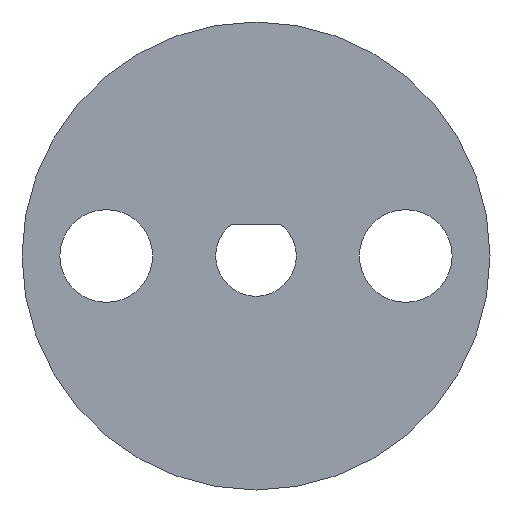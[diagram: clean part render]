
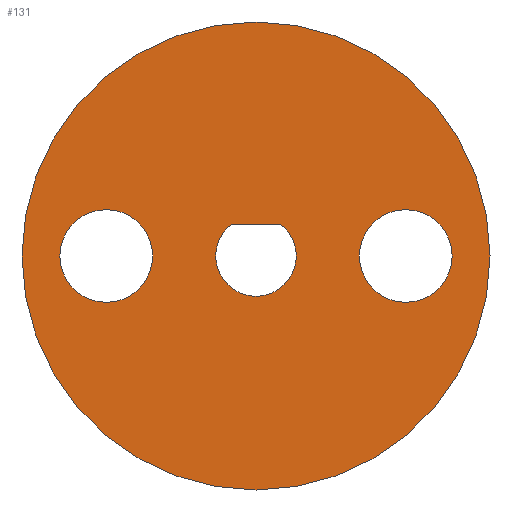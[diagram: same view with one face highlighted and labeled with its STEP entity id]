
A CAD part, front view. The second image highlights one B-rep face of the part: STEP entity #131.
In plain terms, the highlighted planar face has unit normal (0, -1, 0).
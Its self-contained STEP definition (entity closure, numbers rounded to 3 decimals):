
#18=FACE_BOUND('',#41,.T.);
#19=FACE_BOUND('',#42,.T.);
#20=FACE_BOUND('',#43,.T.);
#23=PLANE('',#160);
#30=FACE_OUTER_BOUND('',#40,.T.);
#40=EDGE_LOOP('',(#116));
#41=EDGE_LOOP('',(#117));
#42=EDGE_LOOP('',(#118,#119));
#43=EDGE_LOOP('',(#120));
#47=LINE('',#217,#54);
#54=VECTOR('',#180,10.);
#59=CIRCLE('',#148,2.475);
#60=CIRCLE('',#150,2.15);
#63=CIRCLE('',#155,2.475);
#65=CIRCLE('',#158,12.5);
#67=VERTEX_POINT('',#204);
#68=VERTEX_POINT('',#208);
#69=VERTEX_POINT('',#209);
#73=VERTEX_POINT('',#222);
#75=VERTEX_POINT('',#228);
#78=EDGE_CURVE('',#67,#67,#59,.T.);
#79=EDGE_CURVE('',#68,#69,#60,.T.);
#83=EDGE_CURVE('',#69,#68,#47,.T.);
#87=EDGE_CURVE('',#73,#73,#63,.T.);
#90=EDGE_CURVE('',#75,#75,#65,.T.);
#116=ORIENTED_EDGE('',*,*,#90,.F.);
#117=ORIENTED_EDGE('',*,*,#87,.F.);
#118=ORIENTED_EDGE('',*,*,#83,.F.);
#119=ORIENTED_EDGE('',*,*,#79,.F.);
#120=ORIENTED_EDGE('',*,*,#78,.F.);
#131=ADVANCED_FACE('',(#30,#18,#19,#20),#23,.F.);
#148=AXIS2_PLACEMENT_3D('',#206,#168,#169);
#150=AXIS2_PLACEMENT_3D('',#210,#172,#173);
#155=AXIS2_PLACEMENT_3D('',#224,#187,#188);
#158=AXIS2_PLACEMENT_3D('',#230,#194,#195);
#160=AXIS2_PLACEMENT_3D('',#232,#198,#199);
#168=DIRECTION('center_axis',(0.,-1.,0.));
#169=DIRECTION('ref_axis',(1.,0.,0.));
#172=DIRECTION('center_axis',(0.,-1.,0.));
#173=DIRECTION('ref_axis',(1.,0.,0.));
#180=DIRECTION('',(-1.,0.,0.));
#187=DIRECTION('center_axis',(0.,-1.,0.));
#188=DIRECTION('ref_axis',(1.,0.,0.));
#194=DIRECTION('center_axis',(0.,1.,0.));
#195=DIRECTION('ref_axis',(1.,0.,0.));
#198=DIRECTION('center_axis',(0.,1.,0.));
#199=DIRECTION('ref_axis',(1.,0.,0.));
#204=CARTESIAN_POINT('',(5.525,0.,0.));
#206=CARTESIAN_POINT('Origin',(8.,0.,0.));
#208=CARTESIAN_POINT('',(-1.316,0.,1.7));
#209=CARTESIAN_POINT('',(1.316,0.,1.7));
#210=CARTESIAN_POINT('Origin',(0.,0.,0.));
#217=CARTESIAN_POINT('',(-1.316,0.,1.7));
#222=CARTESIAN_POINT('',(-10.475,0.,0.));
#224=CARTESIAN_POINT('Origin',(-8.,0.,0.));
#228=CARTESIAN_POINT('',(-12.5,0.,0.));
#230=CARTESIAN_POINT('Origin',(0.,0.,0.));
#232=CARTESIAN_POINT('Origin',(0.,0.,0.));
